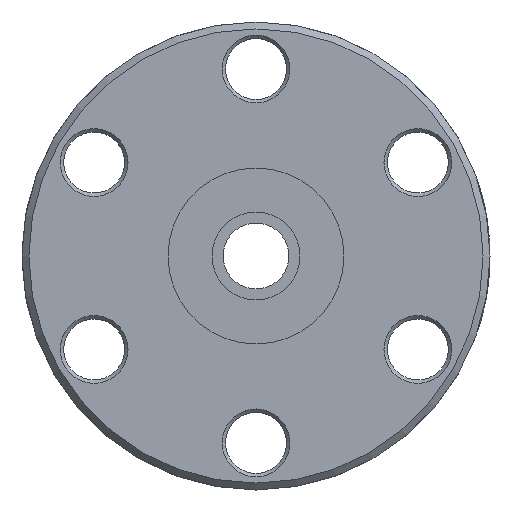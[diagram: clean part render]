
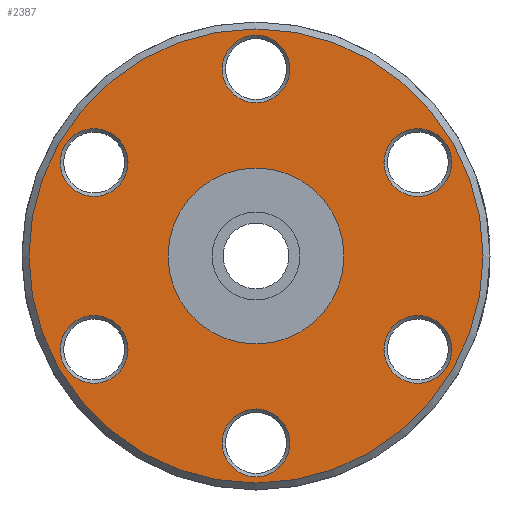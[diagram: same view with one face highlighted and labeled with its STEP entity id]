
A CAD part, front view. The second image highlights one B-rep face of the part: STEP entity #2387.
In plain terms, the highlighted planar face has unit normal (0, -1, 0).
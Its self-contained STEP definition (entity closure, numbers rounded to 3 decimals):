
#230=FACE_BOUND('',#467,.T.);
#231=FACE_BOUND('',#468,.T.);
#232=FACE_BOUND('',#469,.T.);
#233=FACE_BOUND('',#470,.T.);
#234=FACE_BOUND('',#471,.T.);
#235=FACE_BOUND('',#472,.T.);
#236=FACE_BOUND('',#473,.T.);
#258=PLANE('',#2666);
#320=FACE_OUTER_BOUND('',#466,.T.);
#466=EDGE_LOOP('',(#1663));
#467=EDGE_LOOP('',(#1664));
#468=EDGE_LOOP('',(#1665));
#469=EDGE_LOOP('',(#1666));
#470=EDGE_LOOP('',(#1667));
#471=EDGE_LOOP('',(#1668));
#472=EDGE_LOOP('',(#1669));
#473=EDGE_LOOP('',(#1670));
#912=CIRCLE('',#2660,6.35);
#916=CIRCLE('',#2665,16.4);
#917=CIRCLE('',#2667,2.45);
#918=CIRCLE('',#2668,2.45);
#919=CIRCLE('',#2669,2.45);
#920=CIRCLE('',#2670,2.45);
#921=CIRCLE('',#2671,2.45);
#922=CIRCLE('',#2672,2.45);
#1017=VERTEX_POINT('',#3542);
#1021=VERTEX_POINT('',#3552);
#1022=VERTEX_POINT('',#3556);
#1023=VERTEX_POINT('',#3558);
#1024=VERTEX_POINT('',#3560);
#1025=VERTEX_POINT('',#3562);
#1026=VERTEX_POINT('',#3564);
#1027=VERTEX_POINT('',#3566);
#1267=EDGE_CURVE('',#1017,#1017,#912,.T.);
#1273=EDGE_CURVE('',#1021,#1021,#916,.T.);
#1274=EDGE_CURVE('',#1022,#1022,#917,.T.);
#1275=EDGE_CURVE('',#1023,#1023,#918,.T.);
#1276=EDGE_CURVE('',#1024,#1024,#919,.T.);
#1277=EDGE_CURVE('',#1025,#1025,#920,.T.);
#1278=EDGE_CURVE('',#1026,#1026,#921,.T.);
#1279=EDGE_CURVE('',#1027,#1027,#922,.T.);
#1663=ORIENTED_EDGE('',*,*,#1273,.F.);
#1664=ORIENTED_EDGE('',*,*,#1267,.T.);
#1665=ORIENTED_EDGE('',*,*,#1274,.F.);
#1666=ORIENTED_EDGE('',*,*,#1275,.F.);
#1667=ORIENTED_EDGE('',*,*,#1276,.F.);
#1668=ORIENTED_EDGE('',*,*,#1277,.F.);
#1669=ORIENTED_EDGE('',*,*,#1278,.F.);
#1670=ORIENTED_EDGE('',*,*,#1279,.F.);
#2387=ADVANCED_FACE('',(#320,#230,#231,#232,#233,#234,#235,#236),#258,.T.);
#2660=AXIS2_PLACEMENT_3D('',#3543,#2944,#2945);
#2665=AXIS2_PLACEMENT_3D('',#3554,#2956,#2957);
#2666=AXIS2_PLACEMENT_3D('',#3555,#2958,#2959);
#2667=AXIS2_PLACEMENT_3D('',#3557,#2960,#2961);
#2668=AXIS2_PLACEMENT_3D('',#3559,#2962,#2963);
#2669=AXIS2_PLACEMENT_3D('',#3561,#2964,#2965);
#2670=AXIS2_PLACEMENT_3D('',#3563,#2966,#2967);
#2671=AXIS2_PLACEMENT_3D('',#3565,#2968,#2969);
#2672=AXIS2_PLACEMENT_3D('',#3567,#2970,#2971);
#2944=DIRECTION('center_axis',(0.,1.,0.));
#2945=DIRECTION('ref_axis',(-1.,0.,0.));
#2956=DIRECTION('center_axis',(0.,1.,0.));
#2957=DIRECTION('ref_axis',(1.,0.,0.));
#2958=DIRECTION('center_axis',(0.,-1.,0.));
#2959=DIRECTION('ref_axis',(0.,0.,-1.));
#2960=DIRECTION('center_axis',(0.,-1.,0.));
#2961=DIRECTION('ref_axis',(0.5,0.,0.866));
#2962=DIRECTION('center_axis',(0.,-1.,0.));
#2963=DIRECTION('ref_axis',(-1.,0.,0.));
#2964=DIRECTION('center_axis',(0.,-1.,0.));
#2965=DIRECTION('ref_axis',(0.5,0.,-0.866));
#2966=DIRECTION('center_axis',(0.,-1.,0.));
#2967=DIRECTION('ref_axis',(1.,0.,0.));
#2968=DIRECTION('center_axis',(0.,-1.,0.));
#2969=DIRECTION('ref_axis',(-0.5,0.,-0.866));
#2970=DIRECTION('center_axis',(0.,-1.,0.));
#2971=DIRECTION('ref_axis',(-0.5,0.,0.866));
#3542=CARTESIAN_POINT('',(6.35,0.,0.));
#3543=CARTESIAN_POINT('Origin',(0.,0.,0.));
#3552=CARTESIAN_POINT('',(-16.4,0.,0.));
#3554=CARTESIAN_POINT('Origin',(0.,0.,0.));
#3555=CARTESIAN_POINT('Origin',(-16.9,0.,0.));
#3556=CARTESIAN_POINT('',(10.466,0.,-8.872));
#3557=CARTESIAN_POINT('Origin',(11.691,0.,-6.75));
#3558=CARTESIAN_POINT('',(2.45,0.,13.5));
#3559=CARTESIAN_POINT('Origin',(0.,0.,
13.5));
#3560=CARTESIAN_POINT('',(-12.916,0.,-4.628));
#3561=CARTESIAN_POINT('Origin',(-11.691,0.,
-6.75));
#3562=CARTESIAN_POINT('',(-2.45,0.,-13.5));
#3563=CARTESIAN_POINT('Origin',(0.,0.,-13.5));
#3564=CARTESIAN_POINT('',(-10.466,0.,8.872));
#3565=CARTESIAN_POINT('Origin',(-11.691,0.,
6.75));
#3566=CARTESIAN_POINT('',(12.916,0.,4.628));
#3567=CARTESIAN_POINT('Origin',(11.691,0.,6.75));
